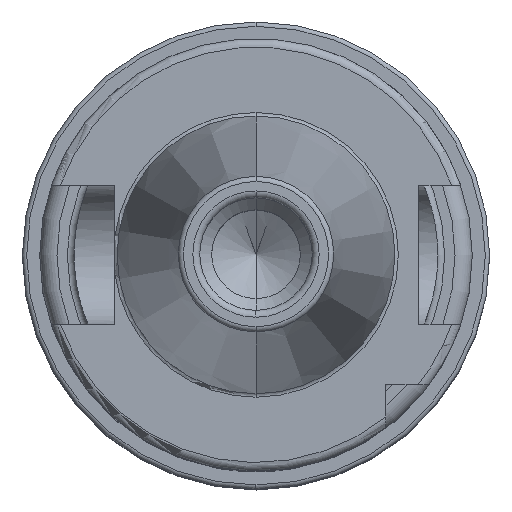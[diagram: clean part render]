
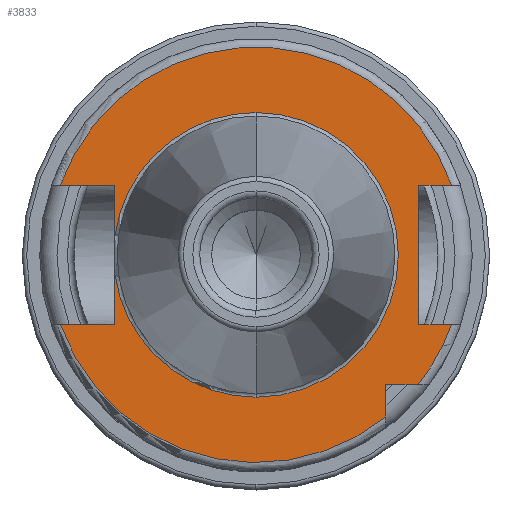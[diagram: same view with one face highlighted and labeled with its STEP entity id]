
A CAD part, top view. The second image highlights one B-rep face of the part: STEP entity #3833.
In plain terms, the highlighted planar face has unit normal (0, 0, 1).
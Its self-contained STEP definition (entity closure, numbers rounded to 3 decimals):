
#273=CARTESIAN_POINT('',(0,0,15.9));
#274=DIRECTION('',(0,0,-1));
#275=DIRECTION('',(0,1,0));
#276=AXIS2_PLACEMENT_3D('',#273,#274,#275);
#289=CARTESIAN_POINT('',(0,0,15.9));
#290=DIRECTION('',(0,0,1));
#291=DIRECTION('',(0,1,0));
#292=AXIS2_PLACEMENT_3D('',#289,#290,#291);
#304=CARTESIAN_POINT('',(0,0,15.9));
#305=DIRECTION('',(0,0,1));
#306=DIRECTION('',(-0.991,-0.135,0));
#307=AXIS2_PLACEMENT_3D('',#304,#305,#306);
#475=DIRECTION('',(1,0,0));
#476=VECTOR('',#475,6.31);
#477=CARTESIAN_POINT('',(-22.61,-8.05,15.9));
#478=LINE('',#477,#476);
#479=DIRECTION('',(0,1,0));
#480=VECTOR('',#479,5.834);
#481=CARTESIAN_POINT('',(-16.3,-8.05,15.9));
#482=LINE('',#481,#480);
#483=DIRECTION('',(0,1,0));
#484=VECTOR('',#483,5.834);
#485=CARTESIAN_POINT('',(-16.3,2.216,15.9));
#486=LINE('',#485,#484);
#487=DIRECTION('',(1,0,0));
#488=VECTOR('',#487,6.31);
#489=CARTESIAN_POINT('',(-22.61,8.05,15.9));
#490=LINE('',#489,#488);
#491=DIRECTION('',(-1,0,0));
#492=VECTOR('',#491,3.81);
#493=CARTESIAN_POINT('',(22.61,8.05,15.9));
#494=LINE('',#493,#492);
#495=DIRECTION('',(0,-1,0));
#496=VECTOR('',#495,16.1);
#497=CARTESIAN_POINT('',(18.8,8.05,15.9));
#498=LINE('',#497,#496);
#499=DIRECTION('',(-1,0,0));
#500=VECTOR('',#499,3.81);
#501=CARTESIAN_POINT('',(22.61,-8.05,15.9));
#502=LINE('',#501,#500);
#503=CARTESIAN_POINT('',(0,0,15.9));
#504=DIRECTION('',(0,0,1));
#505=DIRECTION('',(0.781,-0.625,0));
#506=AXIS2_PLACEMENT_3D('',#503,#504,#505);
#508=DIRECTION('',(-1,0,0));
#509=VECTOR('',#508,3.735);
#510=CARTESIAN_POINT('',(18.735,-15,15.9));
#511=LINE('',#510,#509);
#512=DIRECTION('',(0,1,0));
#513=VECTOR('',#512,3.735);
#514=CARTESIAN_POINT('',(15,-18.735,15.9));
#515=LINE('',#514,#513);
#2457=CARTESIAN_POINT('',(0,0,15.9));
#2458=DIRECTION('',(0,0,1));
#2459=DIRECTION('',(0.942,0.335,0));
#2460=AXIS2_PLACEMENT_3D('',#2457,#2458,#2459);
#2508=CARTESIAN_POINT('',(0,0,15.9));
#2509=DIRECTION('',(0,0,1));
#2510=DIRECTION('',(-0.942,-0.335,0));
#2511=AXIS2_PLACEMENT_3D('',#2508,#2509,#2510);
#2617=CARTESIAN_POINT('',(0,16.45,15.9));
#2619=VERTEX_POINT('',#2617);
#2641=CARTESIAN_POINT('',(0,-16.45,15.9));
#2643=VERTEX_POINT('',#2641);
#2731=CARTESIAN_POINT('',(-22.61,-8.05,15.9));
#2732=CARTESIAN_POINT('',(-16.3,-8.05,15.9));
#2733=VERTEX_POINT('',#2731);
#2734=VERTEX_POINT('',#2732);
#2735=CARTESIAN_POINT('',(-16.3,-2.216,15.9));
#2736=VERTEX_POINT('',#2735);
#2737=CARTESIAN_POINT('',(-16.3,2.216,15.9));
#2738=CARTESIAN_POINT('',(-16.3,8.05,15.9));
#2739=VERTEX_POINT('',#2737);
#2740=VERTEX_POINT('',#2738);
#2741=CARTESIAN_POINT('',(-22.61,8.05,15.9));
#2742=VERTEX_POINT('',#2741);
#2743=CARTESIAN_POINT('',(18.8,8.05,15.9));
#2744=CARTESIAN_POINT('',(18.8,-8.05,15.9));
#2745=VERTEX_POINT('',#2743);
#2746=VERTEX_POINT('',#2744);
#2747=CARTESIAN_POINT('',(22.61,-8.05,15.9));
#2748=VERTEX_POINT('',#2747);
#2749=CARTESIAN_POINT('',(22.61,8.05,15.9));
#2750=VERTEX_POINT('',#2749);
#2751=CARTESIAN_POINT('',(15,-18.735,15.9));
#2752=CARTESIAN_POINT('',(15,-15,15.9));
#2753=VERTEX_POINT('',#2751);
#2754=VERTEX_POINT('',#2752);
#2755=CARTESIAN_POINT('',(18.735,-15,15.9));
#2756=VERTEX_POINT('',#2755);
#3804=CARTESIAN_POINT('',(0,0,15.9));
#3805=DIRECTION('',(0,0,-1));
#3806=DIRECTION('',(0,-1,0));
#3807=AXIS2_PLACEMENT_3D('',#3804,#3805,#3806);
#3808=PLANE('',#3807);
#3809=ORIENTED_EDGE('',*,*,#3592,.T.);
#3810=ORIENTED_EDGE('',*,*,#3575,.T.);
#3811=ORIENTED_EDGE('',*,*,#3556,.T.);
#3812=ORIENTED_EDGE('',*,*,#3536,.F.);
#3813=ORIENTED_EDGE('',*,*,#3551,.T.);
#3814=ORIENTED_EDGE('',*,*,#3572,.T.);
#3816=ORIENTED_EDGE('',*,*,#3815,.F.);
#3818=ORIENTED_EDGE('',*,*,#3817,.F.);
#3820=ORIENTED_EDGE('',*,*,#3819,.T.);
#3822=ORIENTED_EDGE('',*,*,#3821,.T.);
#3824=ORIENTED_EDGE('',*,*,#3823,.F.);
#3826=ORIENTED_EDGE('',*,*,#3825,.F.);
#3827=ORIENTED_EDGE('',*,*,#3781,.T.);
#3828=ORIENTED_EDGE('',*,*,#3768,.F.);
#3830=ORIENTED_EDGE('',*,*,#3829,.F.);
#3831=EDGE_LOOP('',(#3809,#3810,#3811,#3812,#3813,#3814,#3816,#3818,#3820,#3822,
#3824,#3826,#3827,#3828,#3830));
#3832=FACE_OUTER_BOUND('',#3831,.F.);
#3833=ADVANCED_FACE('',(#3832),#3808,.F.);
#277=CIRCLE('',#276,16.45);
#293=CIRCLE('',#292,16.45);
#308=CIRCLE('',#307,16.45);
#507=CIRCLE('',#506,24);
#2461=CIRCLE('',#2460,24);
#2512=CIRCLE('',#2511,24);
#3536=EDGE_CURVE('',#2619,#2643,#277,.T.);
#3551=EDGE_CURVE('',#2619,#2739,#293,.T.);
#3556=EDGE_CURVE('',#2736,#2643,#308,.T.);
#3572=EDGE_CURVE('',#2739,#2740,#486,.T.);
#3575=EDGE_CURVE('',#2734,#2736,#482,.T.);
#3592=EDGE_CURVE('',#2733,#2734,#478,.T.);
#3768=EDGE_CURVE('',#2753,#2754,#515,.T.);
#3781=EDGE_CURVE('',#2756,#2754,#511,.T.);
#3815=EDGE_CURVE('',#2742,#2740,#490,.T.);
#3817=EDGE_CURVE('',#2750,#2742,#2461,.T.);
#3819=EDGE_CURVE('',#2750,#2745,#494,.T.);
#3821=EDGE_CURVE('',#2745,#2746,#498,.T.);
#3823=EDGE_CURVE('',#2748,#2746,#502,.T.);
#3825=EDGE_CURVE('',#2756,#2748,#507,.T.);
#3829=EDGE_CURVE('',#2733,#2753,#2512,.T.);
